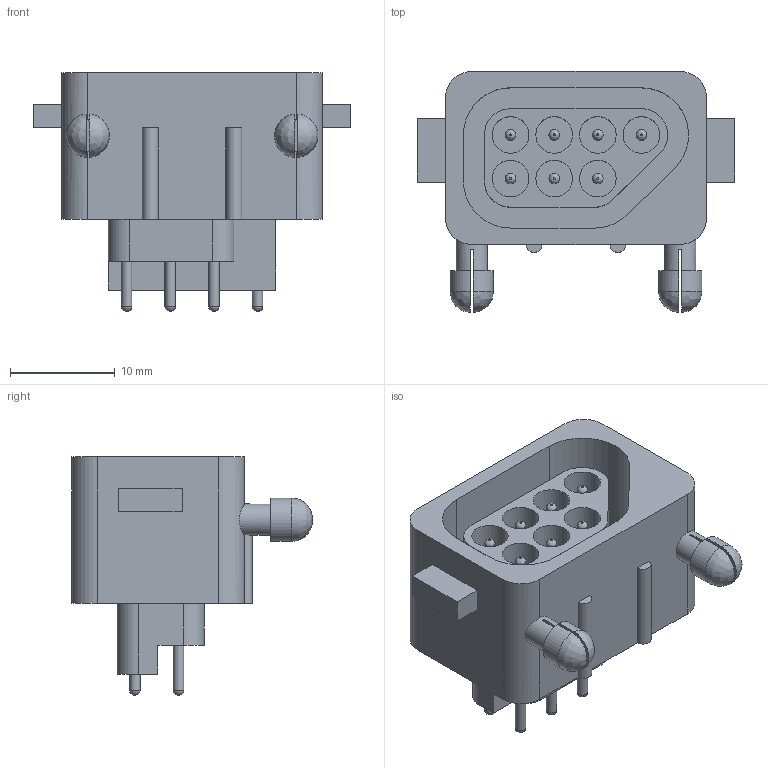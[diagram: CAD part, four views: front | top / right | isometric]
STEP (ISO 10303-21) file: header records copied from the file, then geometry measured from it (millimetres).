
FILE_DESCRIPTION(/* description */ (''),/* implementation_level */ '2;1');
FILE_NAME(/* name */ 'nes_connector_180.step',/* time_stamp */ '2024-03-27T19:36:50-05:00',/* author */ (''),/* organization */ (''),/* preprocessor_version */ 'ST-DEVELOPER v20',/* originating_system */ 'Autodesk Translation Framework v12.20.1.177',/* authorisation */ '');
FILE_SCHEMA (('AUTOMOTIVE_DESIGN { 1 0 10303 214 3 1 1 }'));
Length unit declared in the file: millimetre
Products named in the file (1): nes_connector
Bounding box: 30.3 x 23 x 22.75 mm (x, y, z)
Volume: 4274 mm3; surface area: 4808.7 mm2
Topology: 1 solids, 1 shells, 130 faces, 304 edges, 202 vertices
Faces by surface type: plane 67, cylinder 45, bspline 18
Full cylindrical faces by diameter (mm): 1 x14, 3 x2, 3.5 x7
Entity records: 4309 total; most frequent: CARTESIAN_POINT 1176, DIRECTION 664, ORIENTED_EDGE 608, EDGE_CURVE 304, AXIS2_PLACEMENT_3D 253, VERTEX_POINT 202, LINE 158, VECTOR 158
